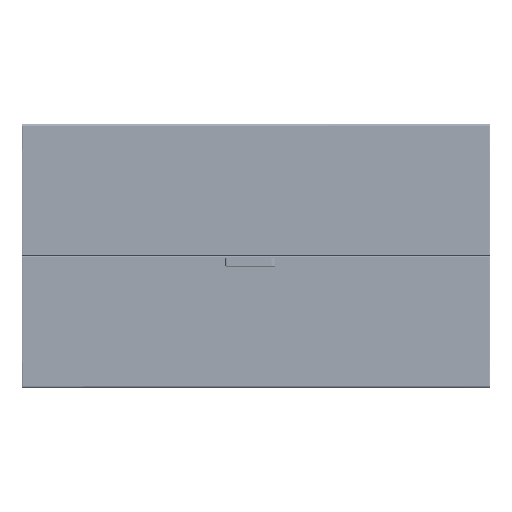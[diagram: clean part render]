
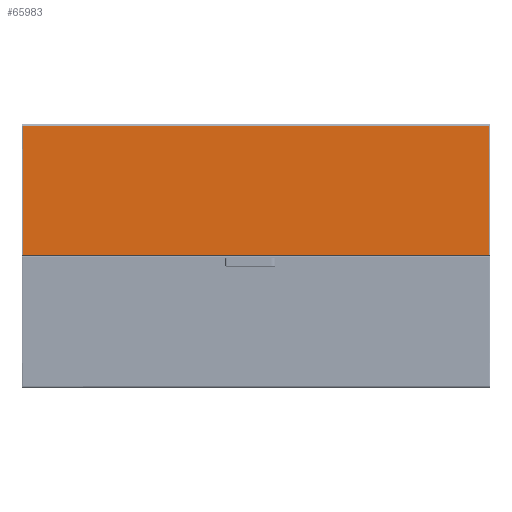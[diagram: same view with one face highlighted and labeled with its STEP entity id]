
A CAD part, top view. The second image highlights one B-rep face of the part: STEP entity #65983.
In plain terms, the highlighted face is planar.
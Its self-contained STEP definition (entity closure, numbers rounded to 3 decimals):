
#951 = VERTEX_POINT ( 'NONE', #35169 ) ;
#953 = VERTEX_POINT ( 'NONE', #35171 ) ;
#956 = VERTEX_POINT ( 'NONE', #35174 ) ;
#958 = VERTEX_POINT ( 'NONE', #35177 ) ;
#3365 = FACE_OUTER_BOUND ( 'NONE', #72727, .T. ) ;
#10985 = CARTESIAN_POINT ( 'NONE',  ( 245., -875.5, 0. ) ) ;
#10998 = PLANE ( 'NONE',  #108232 ) ;
#11003 = DIRECTION ( 'NONE',  ( 0., 0., 1. ) ) ;
#11004 = DIRECTION ( 'NONE',  ( 1., 0., 0. ) ) ;
#17644 = LINE ( 'NONE', #27344, #17651 ) ;
#17651 = VECTOR ( 'NONE', #27346, 1000. ) ;
#17660 = VECTOR ( 'NONE', #27376, 1000. ) ;
#17674 = LINE ( 'NONE', #27374, #17660 ) ;
#17675 = LINE ( 'NONE', #27379, #17677 ) ;
#17677 = VECTOR ( 'NONE', #27381, 1000. ) ;
#17679 = LINE ( 'NONE', #27383, #17681 ) ;
#17681 = VECTOR ( 'NONE', #27385, 1000. ) ;
#27344 = CARTESIAN_POINT ( 'NONE',  ( 237.5, 875.49, 0. ) ) ;
#27346 = DIRECTION ( 'NONE',  ( 0., -1., 0. ) ) ;
#27374 = CARTESIAN_POINT ( 'NONE',  ( -245., 875.49, 0. ) ) ;
#27376 = DIRECTION ( 'NONE',  ( 1., 0., 0. ) ) ;
#27379 = CARTESIAN_POINT ( 'NONE',  ( -244.9, -875.49, 0. ) ) ;
#27381 = DIRECTION ( 'NONE',  ( 0., 1., 0. ) ) ;
#27383 = CARTESIAN_POINT ( 'NONE',  ( 245., -875.49, 0. ) ) ;
#27385 = DIRECTION ( 'NONE',  ( -1., 0., 0. ) ) ;
#35169 = CARTESIAN_POINT ( 'NONE',  ( -244.9, -875.49, 0. ) ) ;
#35171 = CARTESIAN_POINT ( 'NONE',  ( -244.9, 875.49, 0. ) ) ;
#35174 = CARTESIAN_POINT ( 'NONE',  ( 237.5, 875.49, 0. ) ) ;
#35177 = CARTESIAN_POINT ( 'NONE',  ( 237.5, -875.49, 0. ) ) ;
#65983 = ADVANCED_FACE ( 'NONE', ( #3365 ), #10998, .F. ) ;
#72727 = EDGE_LOOP ( 'NONE', ( #77107, #77109, #77111, #77113 ) ) ;
#77107 = ORIENTED_EDGE ( 'NONE', *, *, #103659, .T. ) ;
#77109 = ORIENTED_EDGE ( 'NONE', *, *, #103658, .T. ) ;
#77111 = ORIENTED_EDGE ( 'NONE', *, *, #103652, .T. ) ;
#77113 = ORIENTED_EDGE ( 'NONE', *, *, #103660, .T. ) ;
#103652 = EDGE_CURVE ( 'NONE', #956, #958, #17644, .T. ) ;
#103658 = EDGE_CURVE ( 'NONE', #953, #956, #17674, .T. ) ;
#103659 = EDGE_CURVE ( 'NONE', #951, #953, #17675, .T. ) ;
#103660 = EDGE_CURVE ( 'NONE', #958, #951, #17679, .T. ) ;
#108232 = AXIS2_PLACEMENT_3D ( 'NONE', #10985, #11003, #11004 ) ;
